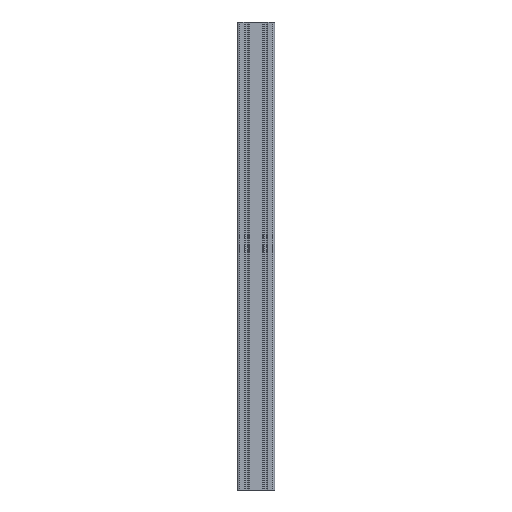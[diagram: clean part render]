
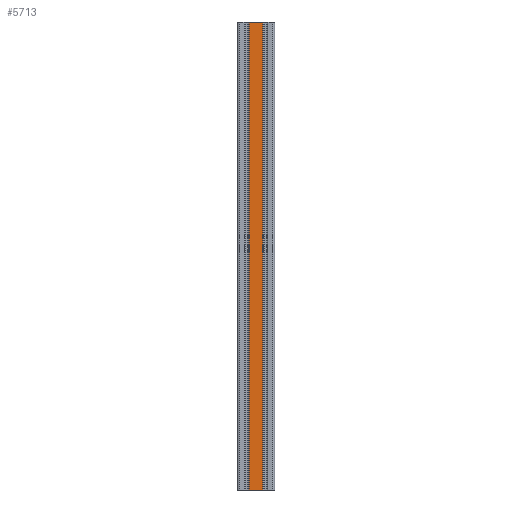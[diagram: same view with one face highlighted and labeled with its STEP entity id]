
A CAD part, left-side view. The second image highlights one B-rep face of the part: STEP entity #5713.
In plain terms, the highlighted planar face has unit normal (-1, 0, 0).
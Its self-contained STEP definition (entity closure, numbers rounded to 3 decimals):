
#613=FACE_OUTER_BOUND($,#912,.T.);
#912=EDGE_LOOP($,(#4160,#4161,#4162,#4163));
#1325=LINE($,#8956,#1894);
#1326=LINE($,#8959,#1895);
#1327=LINE($,#8961,#1896);
#1328=LINE($,#8962,#1897);
#1894=VECTOR($,#7198,1000.);
#1895=VECTOR($,#7201,29.);
#1896=VECTOR($,#7202,29.);
#1897=VECTOR($,#7203,1000.);
#2481=VERTEX_POINT($,#8952);
#2482=VERTEX_POINT($,#8954);
#2483=VERTEX_POINT($,#8958);
#2484=VERTEX_POINT($,#8960);
#3177=EDGE_CURVE($,#2481,#2482,#1325,.T.);
#3178=EDGE_CURVE($,#2481,#2483,#1326,.T.);
#3179=EDGE_CURVE($,#2484,#2482,#1327,.T.);
#3180=EDGE_CURVE($,#2483,#2484,#1328,.T.);
#4160=ORIENTED_EDGE($,*,*,#3178,.F.);
#4161=ORIENTED_EDGE($,*,*,#3177,.T.);
#4162=ORIENTED_EDGE($,*,*,#3179,.F.);
#4163=ORIENTED_EDGE($,*,*,#3180,.F.);
#5506=PLANE($,#6139);
#5713=ADVANCED_FACE($,(#613),#5506,.T.);
#6139=AXIS2_PLACEMENT_3D($,#8957,#7199,#7200);
#7198=DIRECTION($,(0.,0.,1.));
#7199=DIRECTION('center_axis',(-1.,0.,0.));
#7200=DIRECTION('ref_axis',(0.,-1.,0.));
#7201=DIRECTION($,(0.,1.,0.));
#7202=DIRECTION($,(0.,-1.,0.));
#7203=DIRECTION($,(0.,0.,1.));
#8952=CARTESIAN_POINT('',(5.26,33.099,0.));
#8954=CARTESIAN_POINT('',(5.26,33.099,1000.));
#8956=CARTESIAN_POINT($,(5.26,33.099,0.));
#8957=CARTESIAN_POINT('Origin',(5.26,62.099,0.));
#8958=CARTESIAN_POINT('',(5.26,62.099,0.));
#8959=CARTESIAN_POINT($,(5.26,33.099,0.));
#8960=CARTESIAN_POINT('',(5.26,62.099,1000.));
#8961=CARTESIAN_POINT($,(5.26,33.099,1000.));
#8962=CARTESIAN_POINT($,(5.26,62.099,0.));
